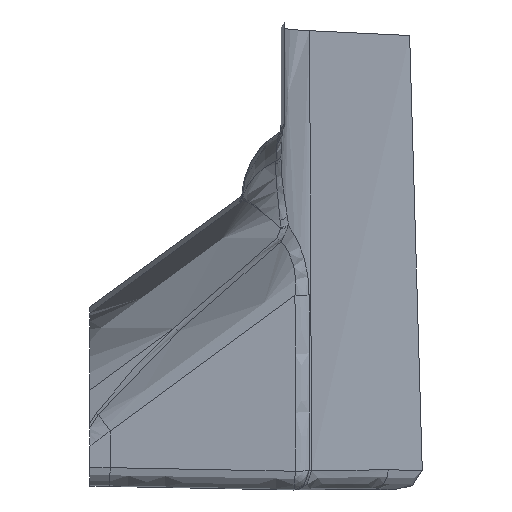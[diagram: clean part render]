
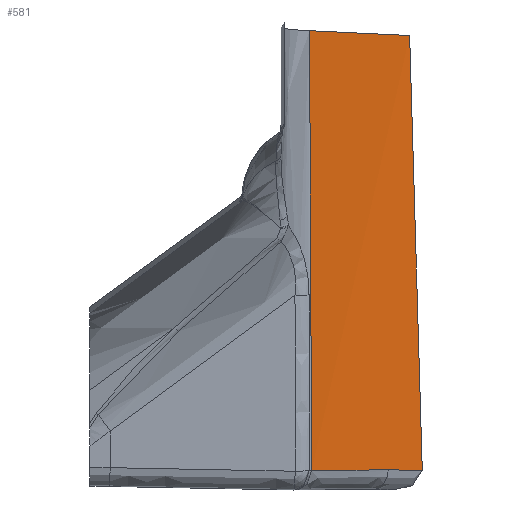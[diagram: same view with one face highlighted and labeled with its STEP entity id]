
A CAD part, top view. The second image highlights one B-rep face of the part: STEP entity #581.
In plain terms, the highlighted free-form (B-spline) face has degree [5, 5] with [12, 6] control points.
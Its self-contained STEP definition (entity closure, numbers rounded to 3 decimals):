
#90=FACE_OUTER_BOUND('',#127,.T.);
#127=EDGE_LOOP('',(#476,#477,#478,#479,#480));
#163=B_SPLINE_CURVE_WITH_KNOTS('',5,(#1743,#1744,#1745,#1746,#1747,#1748),
 .UNSPECIFIED.,.F.,.F.,(6,6),(127.101,153.922),.UNSPECIFIED.);
#165=B_SPLINE_CURVE_WITH_KNOTS('',5,(#1817,#1818,#1819,#1820,#1821,#1822),
 .UNSPECIFIED.,.F.,.F.,(6,6),(69.058,75.956),
 .UNSPECIFIED.);
#180=B_SPLINE_CURVE_WITH_KNOTS('',5,(#3080,#3081,#3082,#3083,#3084,#3085),
 .UNSPECIFIED.,.F.,.F.,(6,6),(260.26,319.175),
 .UNSPECIFIED.);
#185=B_SPLINE_CURVE_WITH_KNOTS('',3,(#3305,#3306,#3307,#3308),
 .UNSPECIFIED.,.F.,.F.,(4,4),(-4.22,-0.05),
 .UNSPECIFIED.);
#186=B_SPLINE_CURVE_WITH_KNOTS('',3,(#3309,#3310,#3311,#3312),
 .UNSPECIFIED.,.F.,.F.,(4,4),(-1.58,-0.186),
 .UNSPECIFIED.);
#228=VERTEX_POINT('',#1674);
#229=VERTEX_POINT('',#1742);
#230=VERTEX_POINT('',#1804);
#243=VERTEX_POINT('',#3072);
#248=VERTEX_POINT('',#3304);
#301=EDGE_CURVE('',#228,#229,#163,.F.);
#304=EDGE_CURVE('',#229,#230,#165,.T.);
#329=EDGE_CURVE('',#228,#243,#180,.T.);
#335=EDGE_CURVE('',#230,#248,#185,.T.);
#336=EDGE_CURVE('',#248,#243,#186,.T.);
#476=ORIENTED_EDGE('',*,*,#335,.F.);
#477=ORIENTED_EDGE('',*,*,#304,.F.);
#478=ORIENTED_EDGE('',*,*,#301,.F.);
#479=ORIENTED_EDGE('',*,*,#329,.T.);
#480=ORIENTED_EDGE('',*,*,#336,.F.);
#544=B_SPLINE_SURFACE_WITH_KNOTS('',5,5,((#3232,#3233,#3234,#3235,#3236,
#3237),(#3238,#3239,#3240,#3241,#3242,#3243),(#3244,#3245,#3246,#3247,#3248,
#3249),(#3250,#3251,#3252,#3253,#3254,#3255),(#3256,#3257,#3258,#3259,#3260,
#3261),(#3262,#3263,#3264,#3265,#3266,#3267),(#3268,#3269,#3270,#3271,#3272,
#3273),(#3274,#3275,#3276,#3277,#3278,#3279),(#3280,#3281,#3282,#3283,#3284,
#3285),(#3286,#3287,#3288,#3289,#3290,#3291),(#3292,#3293,#3294,#3295,#3296,
#3297),(#3298,#3299,#3300,#3301,#3302,#3303)),.UNSPECIFIED.,.F.,.F.,.F.,
(6,3,3,6),(6,6),(0.,220.152,432.227,600.74),(1.381,
49.235),.UNSPECIFIED.);
#581=ADVANCED_FACE('',(#90),#544,.T.);
#1674=CARTESIAN_POINT('',(555.433,-1240.09,767.766));
#1742=CARTESIAN_POINT('',(562.777,-1240.01,760.754));
#1743=CARTESIAN_POINT('Ctrl Pts',(562.777,-1240.01,760.754));
#1744=CARTESIAN_POINT('Ctrl Pts',(561.298,-1239.987,762.146));
#1745=CARTESIAN_POINT('Ctrl Pts',(559.824,-1239.982,763.544));
#1746=CARTESIAN_POINT('Ctrl Pts',(558.355,-1239.998,764.947));
#1747=CARTESIAN_POINT('Ctrl Pts',(556.891,-1240.033,766.354));
#1748=CARTESIAN_POINT('Ctrl Pts',(555.433,-1240.09,767.766));
#1804=CARTESIAN_POINT('',(566.039,-1240.063,757.708));
#1817=CARTESIAN_POINT('Ctrl Pts',(562.777,-1240.01,760.754));
#1818=CARTESIAN_POINT('Ctrl Pts',(563.43,-1240.021,760.14));
#1819=CARTESIAN_POINT('Ctrl Pts',(564.082,-1240.032,759.528));
#1820=CARTESIAN_POINT('Ctrl Pts',(564.734,-1240.042,758.919));
#1821=CARTESIAN_POINT('Ctrl Pts',(565.386,-1240.053,758.313));
#1822=CARTESIAN_POINT('Ctrl Pts',(566.039,-1240.063,757.708));
#3072=CARTESIAN_POINT('',(555.234,-1197.937,772.395));
#3080=CARTESIAN_POINT('Ctrl Pts',(555.433,-1240.09,767.766));
#3081=CARTESIAN_POINT('Ctrl Pts',(555.388,-1231.646,768.646));
#3082=CARTESIAN_POINT('Ctrl Pts',(555.346,-1223.208,769.549));
#3083=CARTESIAN_POINT('Ctrl Pts',(555.306,-1214.777,770.475));
#3084=CARTESIAN_POINT('Ctrl Pts',(555.269,-1206.353,771.424));
#3085=CARTESIAN_POINT('Ctrl Pts',(555.234,-1197.937,772.395));
#3232=CARTESIAN_POINT('Ctrl Pts',(591.923,-632.333,784.534));
#3233=CARTESIAN_POINT('Ctrl Pts',(584.63,-644.353,800.635));
#3234=CARTESIAN_POINT('Ctrl Pts',(577.335,-656.37,816.737));
#3235=CARTESIAN_POINT('Ctrl Pts',(570.041,-668.385,832.841));
#3236=CARTESIAN_POINT('Ctrl Pts',(562.746,-680.397,848.947));
#3237=CARTESIAN_POINT('Ctrl Pts',(555.452,-692.406,865.056));
#3238=CARTESIAN_POINT('Ctrl Pts',(591.741,-680.781,777.526));
#3239=CARTESIAN_POINT('Ctrl Pts',(584.453,-690.53,793.177));
#3240=CARTESIAN_POINT('Ctrl Pts',(577.166,-700.277,808.829));
#3241=CARTESIAN_POINT('Ctrl Pts',(569.879,-710.022,824.482));
#3242=CARTESIAN_POINT('Ctrl Pts',(562.592,-719.766,840.136));
#3243=CARTESIAN_POINT('Ctrl Pts',(555.305,-729.507,855.792));
#3244=CARTESIAN_POINT('Ctrl Pts',(591.583,-727.261,771.429));
#3245=CARTESIAN_POINT('Ctrl Pts',(584.295,-735.627,786.421));
#3246=CARTESIAN_POINT('Ctrl Pts',(577.007,-743.991,801.413));
#3247=CARTESIAN_POINT('Ctrl Pts',(569.719,-752.354,816.406));
#3248=CARTESIAN_POINT('Ctrl Pts',(562.432,-760.715,831.4));
#3249=CARTESIAN_POINT('Ctrl Pts',(555.145,-769.076,846.395));
#3250=CARTESIAN_POINT('Ctrl Pts',(591.447,-772.776,765.996));
#3251=CARTESIAN_POINT('Ctrl Pts',(584.153,-780.211,780.252));
#3252=CARTESIAN_POINT('Ctrl Pts',(576.859,-787.645,794.508));
#3253=CARTESIAN_POINT('Ctrl Pts',(569.566,-795.078,808.765));
#3254=CARTESIAN_POINT('Ctrl Pts',(562.273,-802.51,823.023));
#3255=CARTESIAN_POINT('Ctrl Pts',(554.98,-809.942,837.281));
#3256=CARTESIAN_POINT('Ctrl Pts',(591.227,-861.17,756.501));
#3257=CARTESIAN_POINT('Ctrl Pts',(583.913,-867.315,769.238));
#3258=CARTESIAN_POINT('Ctrl Pts',(576.6,-873.459,781.975));
#3259=CARTESIAN_POINT('Ctrl Pts',(569.287,-879.602,794.713));
#3260=CARTESIAN_POINT('Ctrl Pts',(561.974,-885.746,807.451));
#3261=CARTESIAN_POINT('Ctrl Pts',(554.662,-891.89,820.189));
#3262=CARTESIAN_POINT('Ctrl Pts',(591.111,-948.105,749.176));
#3263=CARTESIAN_POINT('Ctrl Pts',(583.764,-953.767,760.33));
#3264=CARTESIAN_POINT('Ctrl Pts',(576.417,-959.43,771.485));
#3265=CARTESIAN_POINT('Ctrl Pts',(569.072,-965.093,782.64));
#3266=CARTESIAN_POINT('Ctrl Pts',(561.726,-970.757,793.795));
#3267=CARTESIAN_POINT('Ctrl Pts',(554.381,-976.421,804.95));
#3268=CARTESIAN_POINT('Ctrl Pts',(591.081,-990.45,746.082));
#3269=CARTESIAN_POINT('Ctrl Pts',(583.716,-996.014,756.463));
#3270=CARTESIAN_POINT('Ctrl Pts',(576.351,-1001.578,766.845));
#3271=CARTESIAN_POINT('Ctrl Pts',(568.986,-1007.144,777.227));
#3272=CARTESIAN_POINT('Ctrl Pts',(561.622,-1012.709,787.609));
#3273=CARTESIAN_POINT('Ctrl Pts',(554.259,-1018.276,797.991));
#3274=CARTESIAN_POINT('Ctrl Pts',(591.086,-1065.742,741.404));
#3275=CARTESIAN_POINT('Ctrl Pts',(583.682,-1071.444,750.407));
#3276=CARTESIAN_POINT('Ctrl Pts',(576.279,-1077.146,759.41));
#3277=CARTESIAN_POINT('Ctrl Pts',(568.877,-1082.85,768.413));
#3278=CARTESIAN_POINT('Ctrl Pts',(561.476,-1088.556,777.416));
#3279=CARTESIAN_POINT('Ctrl Pts',(554.076,-1094.262,786.418));
#3280=CARTESIAN_POINT('Ctrl Pts',(591.208,-1139.755,738.231));
#3281=CARTESIAN_POINT('Ctrl Pts',(583.758,-1146.187,745.897));
#3282=CARTESIAN_POINT('Ctrl Pts',(576.311,-1152.621,753.562));
#3283=CARTESIAN_POINT('Ctrl Pts',(568.865,-1159.058,761.227));
#3284=CARTESIAN_POINT('Ctrl Pts',(561.42,-1165.496,768.891));
#3285=CARTESIAN_POINT('Ctrl Pts',(553.976,-1171.937,776.555));
#3286=CARTESIAN_POINT('Ctrl Pts',(591.287,-1172.283,737.112));
#3287=CARTESIAN_POINT('Ctrl Pts',(583.816,-1179.159,744.197));
#3288=CARTESIAN_POINT('Ctrl Pts',(576.347,-1186.039,751.282));
#3289=CARTESIAN_POINT('Ctrl Pts',(568.88,-1192.921,758.365));
#3290=CARTESIAN_POINT('Ctrl Pts',(561.415,-1199.805,765.449));
#3291=CARTESIAN_POINT('Ctrl Pts',(553.951,-1206.691,772.531));
#3292=CARTESIAN_POINT('Ctrl Pts',(591.393,-1204.546,736.269));
#3293=CARTESIAN_POINT('Ctrl Pts',(583.9,-1211.98,742.792));
#3294=CARTESIAN_POINT('Ctrl Pts',(576.409,-1219.417,749.314));
#3295=CARTESIAN_POINT('Ctrl Pts',(568.92,-1226.857,755.834));
#3296=CARTESIAN_POINT('Ctrl Pts',(561.434,-1234.3,762.354));
#3297=CARTESIAN_POINT('Ctrl Pts',(553.949,-1241.746,768.874));
#3298=CARTESIAN_POINT('Ctrl Pts',(591.528,-1236.678,735.7));
#3299=CARTESIAN_POINT('Ctrl Pts',(584.011,-1244.721,741.682));
#3300=CARTESIAN_POINT('Ctrl Pts',(576.498,-1252.768,747.664));
#3301=CARTESIAN_POINT('Ctrl Pts',(568.987,-1260.817,753.644));
#3302=CARTESIAN_POINT('Ctrl Pts',(561.478,-1268.87,759.624));
#3303=CARTESIAN_POINT('Ctrl Pts',(553.972,-1276.925,765.603));
#3304=CARTESIAN_POINT('',(564.826,-1198.381,762.286));
#3305=CARTESIAN_POINT('Ctrl Pts',(566.039,-1240.063,757.708));
#3306=CARTESIAN_POINT('Ctrl Pts',(565.512,-1226.169,759.234));
#3307=CARTESIAN_POINT('Ctrl Pts',(565.118,-1212.199,760.769));
#3308=CARTESIAN_POINT('Ctrl Pts',(564.826,-1198.381,762.286));
#3309=CARTESIAN_POINT('Ctrl Pts',(564.826,-1198.381,762.286));
#3310=CARTESIAN_POINT('Ctrl Pts',(561.596,-1198.235,765.621));
#3311=CARTESIAN_POINT('Ctrl Pts',(558.397,-1198.087,768.995));
#3312=CARTESIAN_POINT('Ctrl Pts',(555.234,-1197.937,772.395));
